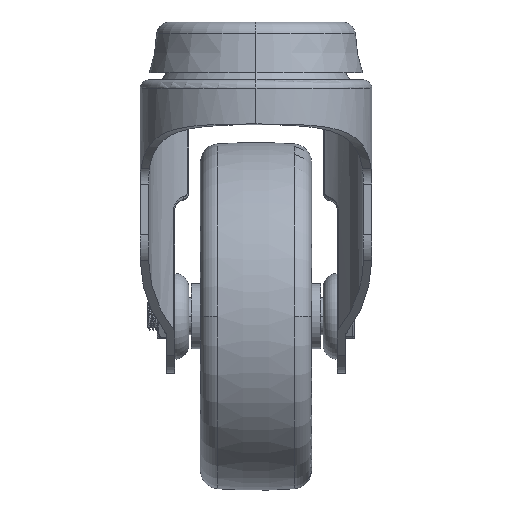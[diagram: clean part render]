
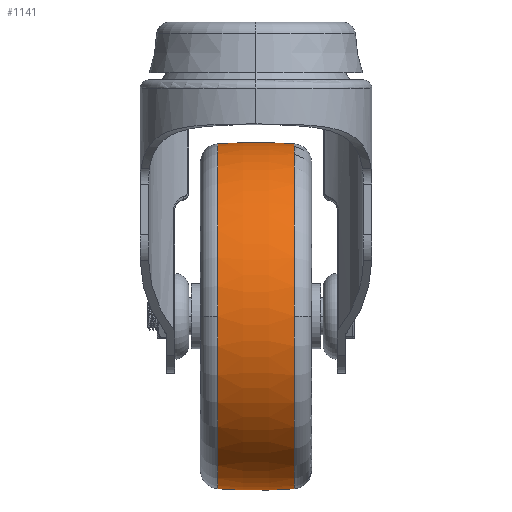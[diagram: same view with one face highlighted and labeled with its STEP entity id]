
A CAD part, left-side view. The second image highlights one B-rep face of the part: STEP entity #1141.
In plain terms, the highlighted toroidal (fillet/blend) face has major radius 76.49 mm and minor radius 113.99 mm.
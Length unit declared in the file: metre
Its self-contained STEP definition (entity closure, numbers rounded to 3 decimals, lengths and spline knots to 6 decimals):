
#1141=ADVANCED_FACE('',(#1768),#1769,.T.);
#1768=FACE_OUTER_BOUND('',#5597,.T.);
#1769=TOROIDAL_SURFACE('',#5598,-0.07649,0.11399);
#5597=EDGE_LOOP('',(#14498,#14499,#14500,#14501,#14502,#14503));
#5598=AXIS2_PLACEMENT_3D('',#14504,#14505,#14506);
#14498=ORIENTED_EDGE('',*,*,#16710,.F.);
#14499=ORIENTED_EDGE('',*,*,#16711,.F.);
#14500=ORIENTED_EDGE('',*,*,#16712,.F.);
#14501=ORIENTED_EDGE('',*,*,#16713,.F.);
#14502=ORIENTED_EDGE('',*,*,#16714,.F.);
#14503=ORIENTED_EDGE('',*,*,#16706,.F.);
#14504=CARTESIAN_POINT('',(0.,0.,0.));
#14505=DIRECTION('',(0.,1.0,0.));
#14506=DIRECTION('',(-1.0,0.,0.));
#16706=EDGE_CURVE('',#17906,#17908,#17909,.T.);
#16710=EDGE_CURVE('',#17915,#17906,#17916,.T.);
#16711=EDGE_CURVE('',#17917,#17915,#17918,.T.);
#16712=EDGE_CURVE('',#17919,#17917,#17920,.T.);
#16713=EDGE_CURVE('',#17921,#17919,#17922,.T.);
#16714=EDGE_CURVE('',#17908,#17921,#17923,.T.);
#17906=VERTEX_POINT('',#20405);
#17908=VERTEX_POINT('',#20407);
#17909=CIRCLE('',#20408,0.037198);
#17915=VERTEX_POINT('',#20414);
#17916=CIRCLE('',#20415,0.11399);
#17917=VERTEX_POINT('',#20416);
#17918=CIRCLE('',#20417,0.037198);
#17919=VERTEX_POINT('',#20418);
#17920=CIRCLE('',#20419,0.037198);
#17921=VERTEX_POINT('',#20420);
#17922=CIRCLE('',#20421,0.11399);
#17923=CIRCLE('',#20422,0.037198);
#20405=CARTESIAN_POINT('',(0.037198,0.008291,0.));
#20407=CARTESIAN_POINT('',(0.,0.008291,-0.037198));
#20408=AXIS2_PLACEMENT_3D('',#31297,#31298,#31299);
#20414=CARTESIAN_POINT('',(0.037198,-0.008291,0.));
#20415=AXIS2_PLACEMENT_3D('',#31309,#31310,#31311);
#20416=CARTESIAN_POINT('',(0.,-0.008291,-0.037198));
#20417=AXIS2_PLACEMENT_3D('',#31312,#31313,#31314);
#20418=CARTESIAN_POINT('',(-0.037198,-0.008291,0.));
#20419=AXIS2_PLACEMENT_3D('',#31315,#31316,#31317);
#20420=CARTESIAN_POINT('',(-0.037198,0.008291,0.));
#20421=AXIS2_PLACEMENT_3D('',#31318,#31319,#31320);
#20422=AXIS2_PLACEMENT_3D('',#31321,#31322,#31323);
#31297=CARTESIAN_POINT('',(0.,0.008291,0.));
#31298=DIRECTION('',(0.,1.0,0.));
#31299=DIRECTION('',(-1.0,0.,0.));
#31309=CARTESIAN_POINT('',(-0.07649,0.,0.));
#31310=DIRECTION('',(0.,0.,1.0));
#31311=DIRECTION('',(1.0,0.,0.));
#31312=CARTESIAN_POINT('',(0.,-0.008291,0.));
#31313=DIRECTION('',(0.,-1.0,0.));
#31314=DIRECTION('',(1.0,0.,0.));
#31315=CARTESIAN_POINT('',(0.,-0.008291,0.));
#31316=DIRECTION('',(0.,-1.0,0.));
#31317=DIRECTION('',(1.0,0.,0.));
#31318=CARTESIAN_POINT('',(0.07649,0.,0.));
#31319=DIRECTION('',(0.,0.,1.0));
#31320=DIRECTION('',(-1.0,0.,0.));
#31321=CARTESIAN_POINT('',(0.,0.008291,0.));
#31322=DIRECTION('',(0.,1.0,0.));
#31323=DIRECTION('',(-1.0,0.,0.));
